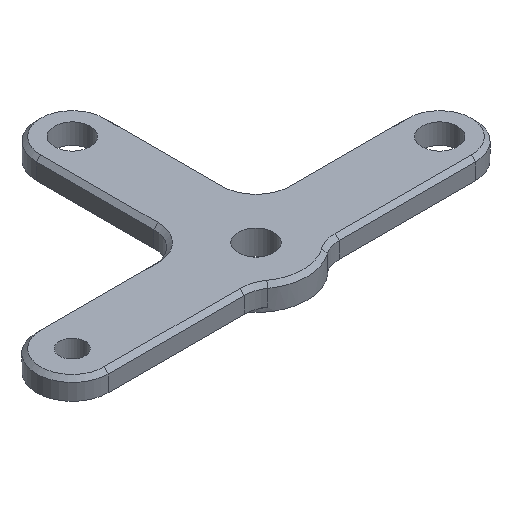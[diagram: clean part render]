
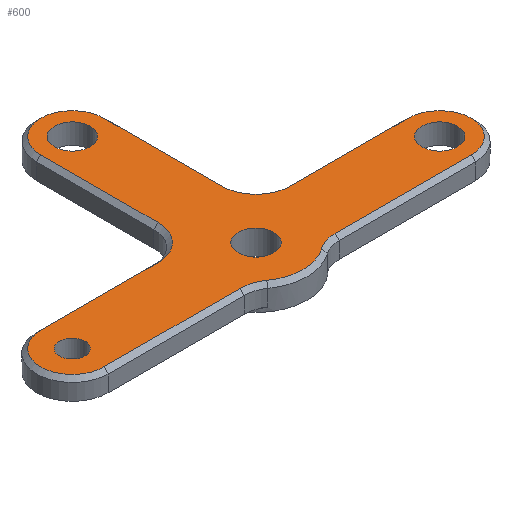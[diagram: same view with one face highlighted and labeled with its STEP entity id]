
A CAD part, isometric view. The second image highlights one B-rep face of the part: STEP entity #600.
In plain terms, the highlighted planar face has unit normal (0, 0, 1).
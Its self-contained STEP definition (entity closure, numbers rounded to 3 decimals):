
#15=FACE_BOUND('',#134,.T.);
#16=FACE_BOUND('',#135,.T.);
#17=FACE_BOUND('',#136,.T.);
#18=FACE_BOUND('',#137,.T.);
#35=CIRCLE('',#630,3.4);
#37=CIRCLE('',#634,3.1);
#40=CIRCLE('',#639,3.4);
#41=CIRCLE('',#641,4.6);
#44=CIRCLE('',#645,3.4);
#45=CIRCLE('',#648,3.1);
#48=CIRCLE('',#653,3.4);
#49=CIRCLE('',#656,3.1);
#57=CIRCLE('',#672,1.75);
#58=CIRCLE('',#673,1.75);
#59=CIRCLE('',#674,1.75);
#60=CIRCLE('',#675,1.25);
#98=FACE_OUTER_BOUND('',#133,.T.);
#133=EDGE_LOOP('',(#482,#483,#484,#485,#486,#487,#488,#489,#490,#491,#492,
#493,#494,#495));
#134=EDGE_LOOP('',(#496));
#135=EDGE_LOOP('',(#497));
#136=EDGE_LOOP('',(#498));
#137=EDGE_LOOP('',(#499));
#156=LINE('',#894,#207);
#161=LINE('',#908,#212);
#165=LINE('',#920,#216);
#171=LINE('',#944,#222);
#175=LINE('',#956,#226);
#179=LINE('',#968,#230);
#207=VECTOR('',#702,10.);
#212=VECTOR('',#715,10.);
#216=VECTOR('',#727,10.);
#222=VECTOR('',#753,10.);
#226=VECTOR('',#765,10.);
#230=VECTOR('',#777,10.);
#258=VERTEX_POINT('',#891);
#259=VERTEX_POINT('',#893);
#262=VERTEX_POINT('',#900);
#264=VERTEX_POINT('',#906);
#266=VERTEX_POINT('',#912);
#268=VERTEX_POINT('',#918);
#270=VERTEX_POINT('',#925);
#272=VERTEX_POINT('',#930);
#274=VERTEX_POINT('',#937);
#276=VERTEX_POINT('',#942);
#278=VERTEX_POINT('',#948);
#280=VERTEX_POINT('',#954);
#282=VERTEX_POINT('',#961);
#284=VERTEX_POINT('',#966);
#295=VERTEX_POINT('',#1009);
#296=VERTEX_POINT('',#1011);
#297=VERTEX_POINT('',#1013);
#298=VERTEX_POINT('',#1015);
#310=EDGE_CURVE('',#258,#259,#156,.T.);
#314=EDGE_CURVE('',#262,#258,#35,.T.);
#317=EDGE_CURVE('',#264,#262,#161,.T.);
#320=EDGE_CURVE('',#266,#264,#37,.T.);
#323=EDGE_CURVE('',#268,#266,#165,.T.);
#327=EDGE_CURVE('',#270,#268,#40,.T.);
#329=EDGE_CURVE('',#272,#270,#41,.T.);
#333=EDGE_CURVE('',#274,#272,#44,.T.);
#335=EDGE_CURVE('',#276,#274,#171,.T.);
#338=EDGE_CURVE('',#278,#276,#45,.T.);
#341=EDGE_CURVE('',#280,#278,#175,.T.);
#345=EDGE_CURVE('',#282,#280,#48,.T.);
#347=EDGE_CURVE('',#284,#282,#179,.T.);
#349=EDGE_CURVE('',#259,#284,#49,.T.);
#369=EDGE_CURVE('',#295,#295,#57,.T.);
#370=EDGE_CURVE('',#296,#296,#58,.T.);
#371=EDGE_CURVE('',#297,#297,#59,.T.);
#372=EDGE_CURVE('',#298,#298,#60,.T.);
#482=ORIENTED_EDGE('',*,*,#310,.F.);
#483=ORIENTED_EDGE('',*,*,#314,.F.);
#484=ORIENTED_EDGE('',*,*,#317,.F.);
#485=ORIENTED_EDGE('',*,*,#320,.F.);
#486=ORIENTED_EDGE('',*,*,#323,.F.);
#487=ORIENTED_EDGE('',*,*,#327,.F.);
#488=ORIENTED_EDGE('',*,*,#329,.F.);
#489=ORIENTED_EDGE('',*,*,#333,.F.);
#490=ORIENTED_EDGE('',*,*,#335,.F.);
#491=ORIENTED_EDGE('',*,*,#338,.F.);
#492=ORIENTED_EDGE('',*,*,#341,.F.);
#493=ORIENTED_EDGE('',*,*,#345,.F.);
#494=ORIENTED_EDGE('',*,*,#347,.F.);
#495=ORIENTED_EDGE('',*,*,#349,.F.);
#496=ORIENTED_EDGE('',*,*,#369,.T.);
#497=ORIENTED_EDGE('',*,*,#370,.T.);
#498=ORIENTED_EDGE('',*,*,#371,.T.);
#499=ORIENTED_EDGE('',*,*,#372,.T.);
#573=PLANE('',#671);
#600=ADVANCED_FACE('',(#98,#15,#16,#17,#18),#573,.T.);
#630=AXIS2_PLACEMENT_3D('',#902,#708,#709);
#634=AXIS2_PLACEMENT_3D('',#914,#720,#721);
#639=AXIS2_PLACEMENT_3D('',#927,#734,#735);
#641=AXIS2_PLACEMENT_3D('',#932,#739,#740);
#645=AXIS2_PLACEMENT_3D('',#939,#748,#749);
#648=AXIS2_PLACEMENT_3D('',#950,#758,#759);
#653=AXIS2_PLACEMENT_3D('',#963,#772,#773);
#656=AXIS2_PLACEMENT_3D('',#971,#781,#782);
#671=AXIS2_PLACEMENT_3D('',#1008,#823,#824);
#672=AXIS2_PLACEMENT_3D('',#1010,#825,#826);
#673=AXIS2_PLACEMENT_3D('',#1012,#827,#828);
#674=AXIS2_PLACEMENT_3D('',#1014,#829,#830);
#675=AXIS2_PLACEMENT_3D('',#1016,#831,#832);
#702=DIRECTION('',(0.,1.,0.));
#708=DIRECTION('center_axis',(0.,0.,1.));
#709=DIRECTION('ref_axis',(0.,-1.,0.));
#715=DIRECTION('',(1.,0.,0.));
#720=DIRECTION('center_axis',(0.,0.,-1.));
#721=DIRECTION('ref_axis',(0.,1.,0.));
#727=DIRECTION('',(-1.,0.,0.));
#734=DIRECTION('center_axis',(0.,0.,1.));
#735=DIRECTION('ref_axis',(0.306,0.952,0.));
#739=DIRECTION('center_axis',(0.,0.,-1.));
#740=DIRECTION('ref_axis',(1.,0.,0.));
#748=DIRECTION('center_axis',(0.,0.,1.));
#749=DIRECTION('ref_axis',(-0.306,0.952,0.));
#753=DIRECTION('',(-1.,0.,0.));
#758=DIRECTION('center_axis',(0.,0.,-1.));
#759=DIRECTION('ref_axis',(0.,-1.,0.));
#765=DIRECTION('',(1.,0.,0.));
#772=DIRECTION('center_axis',(0.,0.,1.));
#773=DIRECTION('ref_axis',(0.,-1.,0.));
#777=DIRECTION('',(0.,-1.,0.));
#781=DIRECTION('center_axis',(0.,0.,-1.));
#782=DIRECTION('ref_axis',(1.,0.,0.));
#823=DIRECTION('center_axis',(0.,0.,1.));
#824=DIRECTION('ref_axis',(1.,0.,0.));
#825=DIRECTION('center_axis',(0.,0.,-1.));
#826=DIRECTION('ref_axis',(1.,0.,0.));
#827=DIRECTION('center_axis',(0.,0.,-1.));
#828=DIRECTION('ref_axis',(1.,0.,0.));
#829=DIRECTION('center_axis',(0.,0.,-1.));
#830=DIRECTION('ref_axis',(1.,0.,0.));
#831=DIRECTION('center_axis',(0.,0.,-1.));
#832=DIRECTION('ref_axis',(1.,0.,0.));
#891=CARTESIAN_POINT('',(-10.6,114.5,20.3));
#893=CARTESIAN_POINT('',(-10.6,126.,20.3));
#894=CARTESIAN_POINT('',(-10.6,109.785,20.3));
#900=CARTESIAN_POINT('',(-14.,111.1,20.3));
#902=CARTESIAN_POINT('Origin',(-14.,114.5,20.3));
#906=CARTESIAN_POINT('',(-25.5,111.1,20.3));
#908=CARTESIAN_POINT('',(-16.5,111.1,20.3));
#912=CARTESIAN_POINT('',(-25.5,104.9,20.3));
#914=CARTESIAN_POINT('Origin',(-25.5,108.,20.3));
#918=CARTESIAN_POINT('',(-12.164,104.9,20.3));
#920=CARTESIAN_POINT('',(-9.285,104.9,20.3));
#925=CARTESIAN_POINT('',(-10.182,104.263,20.3));
#927=CARTESIAN_POINT('Origin',(-12.164,101.5,20.3));
#930=CARTESIAN_POINT('',(-4.818,104.263,20.3));
#932=CARTESIAN_POINT('Origin',(-7.5,108.,20.3));
#937=CARTESIAN_POINT('',(-2.836,104.9,20.3));
#939=CARTESIAN_POINT('Origin',(-2.836,101.5,20.3));
#942=CARTESIAN_POINT('',(10.5,104.9,20.3));
#944=CARTESIAN_POINT('',(1.5,104.9,20.3));
#948=CARTESIAN_POINT('',(10.5,111.1,20.3));
#950=CARTESIAN_POINT('Origin',(10.5,108.,20.3));
#954=CARTESIAN_POINT('',(-1.,111.1,20.3));
#956=CARTESIAN_POINT('',(-5.715,111.1,20.3));
#961=CARTESIAN_POINT('',(-4.4,114.5,20.3));
#963=CARTESIAN_POINT('Origin',(-1.,114.5,20.3));
#966=CARTESIAN_POINT('',(-4.4,126.,20.3));
#968=CARTESIAN_POINT('',(-4.4,117.,20.3));
#971=CARTESIAN_POINT('Origin',(-7.5,126.,20.3));
#1008=CARTESIAN_POINT('Origin',(-7.5,108.,20.3));
#1009=CARTESIAN_POINT('',(-9.25,126.,20.3));
#1010=CARTESIAN_POINT('Origin',(-7.5,126.,20.3));
#1011=CARTESIAN_POINT('',(8.75,108.,20.3));
#1012=CARTESIAN_POINT('Origin',(10.5,108.,20.3));
#1013=CARTESIAN_POINT('',(-9.25,108.,20.3));
#1014=CARTESIAN_POINT('Origin',(-7.5,108.,20.3));
#1015=CARTESIAN_POINT('',(-26.75,108.,20.3));
#1016=CARTESIAN_POINT('Origin',(-25.5,108.,20.3));
